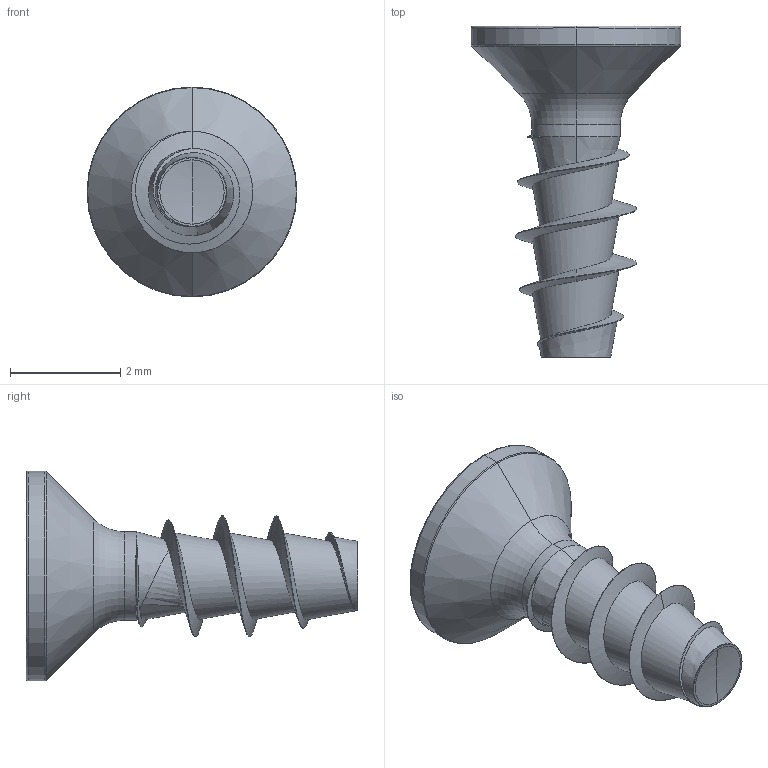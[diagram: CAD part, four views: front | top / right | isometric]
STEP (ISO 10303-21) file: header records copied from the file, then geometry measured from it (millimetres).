
FILE_DESCRIPTION (( 'STEP AP203' ), '1' );
FILE_NAME ('STP23A0220060.STEP', '2020-01-28T16:15:32', ( '' ), ( '' ), 'SwSTEP 2.0', 'SolidWorks 2015', '' );
FILE_SCHEMA (( 'CONFIG_CONTROL_DESIGN' ));
Length unit declared in the file: millimetre
Products named in the file (2): STP23A0220060
Bounding box: 3.8 x 6 x 3.8 mm (x, y, z)
Volume: 17.3 mm3; surface area: 67.4 mm2
Topology: 1 solids, 1 shells, 178 faces, 414 edges, 238 vertices
Faces by surface type: bspline 68, cylinder 45, plane 30, sphere 18, cone 11, torus 6
Entity records: 10632 total; most frequent: CARTESIAN_POINT 7045, ORIENTED_EDGE 824, DIRECTION 610, EDGE_CURVE 412, AXIS2_PLACEMENT_3D 249, VERTEX_POINT 238, EDGE_LOOP 180, ADVANCED_FACE 178
